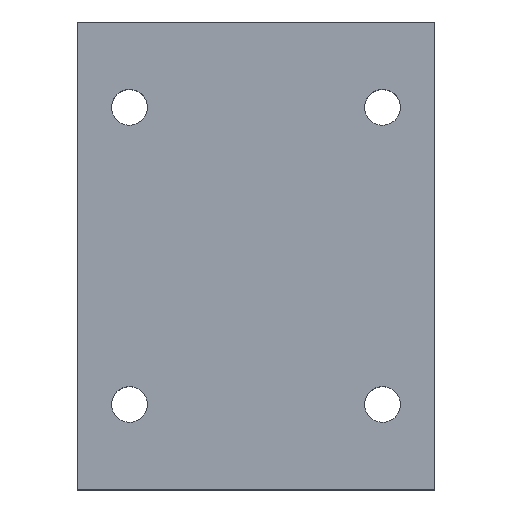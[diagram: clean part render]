
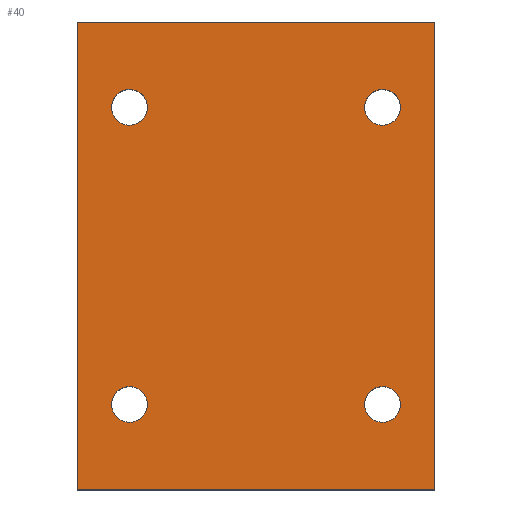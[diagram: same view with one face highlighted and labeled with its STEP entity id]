
A CAD part, top view. The second image highlights one B-rep face of the part: STEP entity #40.
In plain terms, the highlighted planar face has unit normal (0, 0, 1).
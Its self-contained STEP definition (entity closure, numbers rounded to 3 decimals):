
#23=FACE_BOUND($,#138,.T.);
#24=FACE_BOUND($,#139,.T.);
#25=FACE_BOUND($,#140,.T.);
#26=FACE_BOUND($,#141,.T.);
#40=ADVANCED_FACE($,(#84,#23,#24,#25,#26),#615,.T.);
#84=FACE_OUTER_BOUND($,#137,.T.);
#137=EDGE_LOOP($,(#235,#236,#237,#238));
#138=EDGE_LOOP($,(#239,#240));
#139=EDGE_LOOP($,(#241,#242));
#140=EDGE_LOOP($,(#243,#244));
#141=EDGE_LOOP($,(#245,#246));
#235=ORIENTED_EDGE($,*,*,#443,.T.);
#236=ORIENTED_EDGE($,*,*,#444,.T.);
#237=ORIENTED_EDGE($,*,*,#445,.T.);
#238=ORIENTED_EDGE($,*,*,#446,.T.);
#239=ORIENTED_EDGE($,*,*,#447,.T.);
#240=ORIENTED_EDGE($,*,*,#448,.T.);
#241=ORIENTED_EDGE($,*,*,#450,.T.);
#242=ORIENTED_EDGE($,*,*,#449,.T.);
#243=ORIENTED_EDGE($,*,*,#452,.T.);
#244=ORIENTED_EDGE($,*,*,#451,.T.);
#245=ORIENTED_EDGE($,*,*,#454,.T.);
#246=ORIENTED_EDGE($,*,*,#453,.T.);
#443=EDGE_CURVE($,#562,#563,#745,.T.);
#444=EDGE_CURVE($,#563,#564,#746,.T.);
#445=EDGE_CURVE($,#564,#565,#747,.T.);
#446=EDGE_CURVE($,#565,#562,#748,.T.);
#447=EDGE_CURVE($,#566,#530,#676,.T.);
#448=EDGE_CURVE($,#530,#566,#677,.T.);
#449=EDGE_CURVE($,#567,#532,#678,.T.);
#450=EDGE_CURVE($,#532,#567,#679,.T.);
#451=EDGE_CURVE($,#568,#534,#680,.T.);
#452=EDGE_CURVE($,#534,#568,#681,.T.);
#453=EDGE_CURVE($,#569,#536,#682,.T.);
#454=EDGE_CURVE($,#536,#569,#683,.T.);
#530=VERTEX_POINT($,#1576);
#532=VERTEX_POINT($,#1578);
#534=VERTEX_POINT($,#1580);
#536=VERTEX_POINT($,#1582);
#562=VERTEX_POINT($,#1608);
#563=VERTEX_POINT($,#1609);
#564=VERTEX_POINT($,#1610);
#565=VERTEX_POINT($,#1611);
#566=VERTEX_POINT($,#1612);
#567=VERTEX_POINT($,#1613);
#568=VERTEX_POINT($,#1614);
#569=VERTEX_POINT($,#1615);
#615=PLANE($,#863);
#676=(
BOUNDED_CURVE()
B_SPLINE_CURVE(2,(#1020,#1021,#1022,#1023,#1024),.UNSPECIFIED.,.F.,.F.)
B_SPLINE_CURVE_WITH_KNOTS((3,2,3),(0.,1.571,3.142),
.UNSPECIFIED.)
CURVE()
GEOMETRIC_REPRESENTATION_ITEM()
RATIONAL_B_SPLINE_CURVE((1.,0.707,1.,0.707,1.))
REPRESENTATION_ITEM($)
);
#677=(
BOUNDED_CURVE()
B_SPLINE_CURVE(2,(#1025,#1026,#1027,#1028,#1029),.UNSPECIFIED.,.F.,.F.)
B_SPLINE_CURVE_WITH_KNOTS((3,2,3),(3.142,4.712,6.283),
.UNSPECIFIED.)
CURVE()
GEOMETRIC_REPRESENTATION_ITEM()
RATIONAL_B_SPLINE_CURVE((1.,0.707,1.,0.707,1.))
REPRESENTATION_ITEM($)
);
#678=(
BOUNDED_CURVE()
B_SPLINE_CURVE(2,(#1030,#1031,#1032,#1033,#1034),.UNSPECIFIED.,.F.,.F.)
B_SPLINE_CURVE_WITH_KNOTS((3,2,3),(0.,1.571,3.142),
.UNSPECIFIED.)
CURVE()
GEOMETRIC_REPRESENTATION_ITEM()
RATIONAL_B_SPLINE_CURVE((1.,0.707,1.,0.707,1.))
REPRESENTATION_ITEM($)
);
#679=(
BOUNDED_CURVE()
B_SPLINE_CURVE(2,(#1035,#1036,#1037,#1038,#1039),.UNSPECIFIED.,.F.,.F.)
B_SPLINE_CURVE_WITH_KNOTS((3,2,3),(3.142,4.712,6.283),
.UNSPECIFIED.)
CURVE()
GEOMETRIC_REPRESENTATION_ITEM()
RATIONAL_B_SPLINE_CURVE((1.,0.707,1.,0.707,1.))
REPRESENTATION_ITEM($)
);
#680=(
BOUNDED_CURVE()
B_SPLINE_CURVE(2,(#1040,#1041,#1042,#1043,#1044),.UNSPECIFIED.,.F.,.F.)
B_SPLINE_CURVE_WITH_KNOTS((3,2,3),(0.,1.571,3.142),
.UNSPECIFIED.)
CURVE()
GEOMETRIC_REPRESENTATION_ITEM()
RATIONAL_B_SPLINE_CURVE((1.,0.707,1.,0.707,1.))
REPRESENTATION_ITEM($)
);
#681=(
BOUNDED_CURVE()
B_SPLINE_CURVE(2,(#1045,#1046,#1047,#1048,#1049),.UNSPECIFIED.,.F.,.F.)
B_SPLINE_CURVE_WITH_KNOTS((3,2,3),(3.142,4.712,6.283),
.UNSPECIFIED.)
CURVE()
GEOMETRIC_REPRESENTATION_ITEM()
RATIONAL_B_SPLINE_CURVE((1.,0.707,1.,0.707,1.))
REPRESENTATION_ITEM($)
);
#682=(
BOUNDED_CURVE()
B_SPLINE_CURVE(2,(#1050,#1051,#1052,#1053,#1054),.UNSPECIFIED.,.F.,.F.)
B_SPLINE_CURVE_WITH_KNOTS((3,2,3),(0.,1.571,3.142),
.UNSPECIFIED.)
CURVE()
GEOMETRIC_REPRESENTATION_ITEM()
RATIONAL_B_SPLINE_CURVE((1.,0.707,1.,0.707,1.))
REPRESENTATION_ITEM($)
);
#683=(
BOUNDED_CURVE()
B_SPLINE_CURVE(2,(#1055,#1056,#1057,#1058,#1059),.UNSPECIFIED.,.F.,.F.)
B_SPLINE_CURVE_WITH_KNOTS((3,2,3),(3.142,4.712,6.283),
.UNSPECIFIED.)
CURVE()
GEOMETRIC_REPRESENTATION_ITEM()
RATIONAL_B_SPLINE_CURVE((1.,0.707,1.,0.707,1.))
REPRESENTATION_ITEM($)
);
#745=B_SPLINE_CURVE_WITH_KNOTS($,1,(#1012,#1013),.UNSPECIFIED.,.F.,.F.,(2,
2),(-32.5,32.5),.UNSPECIFIED.);
#746=B_SPLINE_CURVE_WITH_KNOTS($,1,(#1014,#1015),.UNSPECIFIED.,.F.,.F.,(2,
2),(-42.5,42.5),.UNSPECIFIED.);
#747=B_SPLINE_CURVE_WITH_KNOTS($,1,(#1016,#1017),.UNSPECIFIED.,.F.,.F.,(2,
2),(-32.5,32.5),.UNSPECIFIED.);
#748=B_SPLINE_CURVE_WITH_KNOTS($,1,(#1018,#1019),.UNSPECIFIED.,.F.,.F.,(2,
2),(-42.5,42.5),.UNSPECIFIED.);
#863=AXIS2_PLACEMENT_3D($,#1351,#882,$);
#882=DIRECTION($,(0.,0.,1.));
#1012=CARTESIAN_POINT($,(205.,0.,75.));
#1013=CARTESIAN_POINT($,(270.,0.,75.));
#1014=CARTESIAN_POINT($,(270.,0.,75.));
#1015=CARTESIAN_POINT($,(270.,85.,75.));
#1016=CARTESIAN_POINT($,(270.,85.,75.));
#1017=CARTESIAN_POINT($,(205.,85.,75.));
#1018=CARTESIAN_POINT($,(205.,85.,75.));
#1019=CARTESIAN_POINT($,(205.,0.,75.));
#1020=CARTESIAN_POINT($,(263.75,69.5,75.));
#1021=CARTESIAN_POINT($,(263.75,66.25,75.));
#1022=CARTESIAN_POINT($,(260.5,66.25,75.));
#1023=CARTESIAN_POINT($,(257.25,66.25,75.));
#1024=CARTESIAN_POINT($,(257.25,69.5,75.));
#1025=CARTESIAN_POINT($,(257.25,69.5,75.));
#1026=CARTESIAN_POINT($,(257.25,72.75,75.));
#1027=CARTESIAN_POINT($,(260.5,72.75,75.));
#1028=CARTESIAN_POINT($,(263.75,72.75,75.));
#1029=CARTESIAN_POINT($,(263.75,69.5,75.));
#1030=CARTESIAN_POINT($,(263.75,15.5,75.));
#1031=CARTESIAN_POINT($,(263.75,12.25,75.));
#1032=CARTESIAN_POINT($,(260.5,12.25,75.));
#1033=CARTESIAN_POINT($,(257.25,12.25,75.));
#1034=CARTESIAN_POINT($,(257.25,15.5,75.));
#1035=CARTESIAN_POINT($,(257.25,15.5,75.));
#1036=CARTESIAN_POINT($,(257.25,18.75,75.));
#1037=CARTESIAN_POINT($,(260.5,18.75,75.));
#1038=CARTESIAN_POINT($,(263.75,18.75,75.));
#1039=CARTESIAN_POINT($,(263.75,15.5,75.));
#1040=CARTESIAN_POINT($,(217.75,15.5,75.));
#1041=CARTESIAN_POINT($,(217.75,12.25,75.));
#1042=CARTESIAN_POINT($,(214.5,12.25,75.));
#1043=CARTESIAN_POINT($,(211.25,12.25,75.));
#1044=CARTESIAN_POINT($,(211.25,15.5,75.));
#1045=CARTESIAN_POINT($,(211.25,15.5,75.));
#1046=CARTESIAN_POINT($,(211.25,18.75,75.));
#1047=CARTESIAN_POINT($,(214.5,18.75,75.));
#1048=CARTESIAN_POINT($,(217.75,18.75,75.));
#1049=CARTESIAN_POINT($,(217.75,15.5,75.));
#1050=CARTESIAN_POINT($,(217.75,69.5,75.));
#1051=CARTESIAN_POINT($,(217.75,66.25,75.));
#1052=CARTESIAN_POINT($,(214.5,66.25,75.));
#1053=CARTESIAN_POINT($,(211.25,66.25,75.));
#1054=CARTESIAN_POINT($,(211.25,69.5,75.));
#1055=CARTESIAN_POINT($,(211.25,69.5,75.));
#1056=CARTESIAN_POINT($,(211.25,72.75,75.));
#1057=CARTESIAN_POINT($,(214.5,72.75,75.));
#1058=CARTESIAN_POINT($,(217.75,72.75,75.));
#1059=CARTESIAN_POINT($,(217.75,69.5,75.));
#1351=CARTESIAN_POINT($,(205.,0.,75.));
#1576=CARTESIAN_POINT($,(257.25,69.5,75.));
#1578=CARTESIAN_POINT($,(257.25,15.5,75.));
#1580=CARTESIAN_POINT($,(211.25,15.5,75.));
#1582=CARTESIAN_POINT($,(211.25,69.5,75.));
#1608=CARTESIAN_POINT($,(205.,0.,75.));
#1609=CARTESIAN_POINT($,(270.,0.,75.));
#1610=CARTESIAN_POINT($,(270.,85.,75.));
#1611=CARTESIAN_POINT($,(205.,85.,75.));
#1612=CARTESIAN_POINT($,(263.75,69.5,75.));
#1613=CARTESIAN_POINT($,(263.75,15.5,75.));
#1614=CARTESIAN_POINT($,(217.75,15.5,75.));
#1615=CARTESIAN_POINT($,(217.75,69.5,75.));
